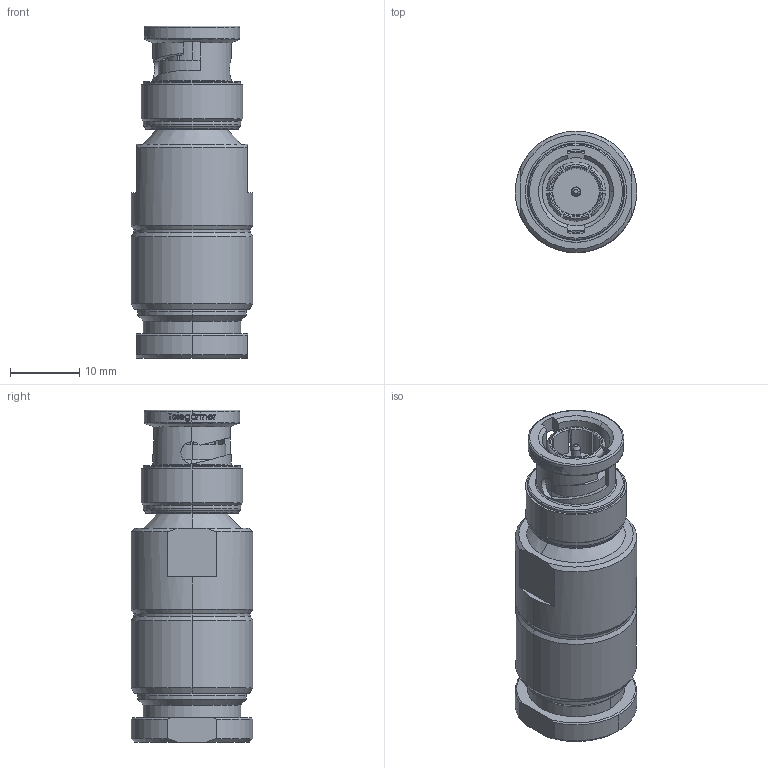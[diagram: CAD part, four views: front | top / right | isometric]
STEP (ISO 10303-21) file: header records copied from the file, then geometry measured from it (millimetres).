
FILE_DESCRIPTION (( 'STEP AP214' ), '1' );
FILE_NAME ('J01002A1940.STEP', '2013-02-04T09:07:17', ( 'Wartung1' ), ( '' ), 'SwSTEP 2.0', 'SolidWorks 2012', '' );
FILE_SCHEMA (( 'AUTOMOTIVE_DESIGN' ));
Length unit declared in the file: millimetre
Products named in the file (1): J01002A1940
Bounding box: 17.5 x 17.5 x 47.85 mm (x, y, z)
Volume: 8485.3 mm3; surface area: 3718.1 mm2
Topology: 1 solids, 1 shells, 322 faces, 823 edges, 531 vertices
Faces by surface type: plane 106, bspline 78, cylinder 70, cone 48, torus 20
Entity records: 16172 total; most frequent: CARTESIAN_POINT 5425, ORIENTED_EDGE 1646, DIRECTION 1284, EDGE_CURVE 823, VERTEX_POINT 531, AXIS2_PLACEMENT_3D 465, EDGE_LOOP 354, LINE 354
